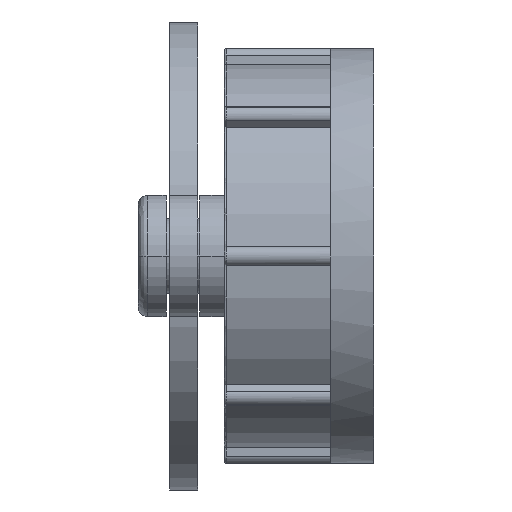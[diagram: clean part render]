
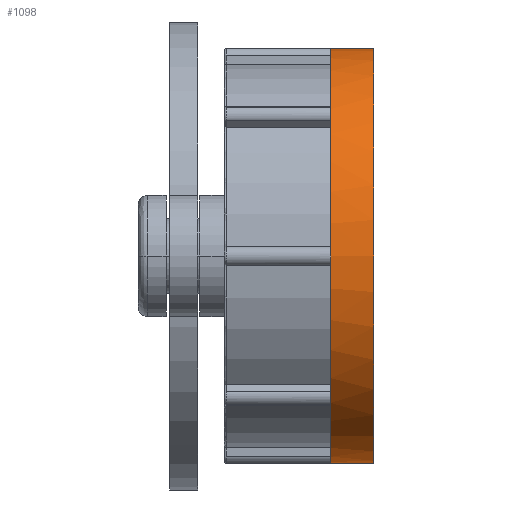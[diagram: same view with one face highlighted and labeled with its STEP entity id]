
A CAD part, left-side view. The second image highlights one B-rep face of the part: STEP entity #1098.
In plain terms, the highlighted cylindrical face has radius 11.1 mm (diameter 22.2 mm), a partial arc.
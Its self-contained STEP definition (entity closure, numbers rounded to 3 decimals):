
#93 = CIRCLE ( 'NONE', #1888, 11.1 ) ;
#200 = CARTESIAN_POINT ( 'NONE',  ( -7.849, 2.3, -7.849 ) ) ;
#683 = CARTESIAN_POINT ( 'NONE',  ( 0., 0., -11.1 ) ) ;
#706 = CYLINDRICAL_SURFACE ( 'NONE', #3831, 11.1 ) ;
#1098 = ADVANCED_FACE ( 'NONE', ( #2873 ), #706, .T. ) ;
#1152 = VECTOR ( 'NONE', #2588, 1000. ) ;
#1203 = DIRECTION ( 'NONE',  ( 0., 0., -1. ) ) ;
#1205 = DIRECTION ( 'NONE',  ( 0., 1., 0. ) ) ;
#1210 = CARTESIAN_POINT ( 'NONE',  ( 0., 0., 0. ) ) ;
#1245 = EDGE_CURVE ( 'NONE', #1282, #2431, #1781, .T. ) ;
#1274 = CIRCLE ( 'NONE', #4347, 11.1 ) ;
#1282 = VERTEX_POINT ( 'NONE', #683 ) ;
#1445 = CIRCLE ( 'NONE', #4428, 11.1 ) ;
#1573 = VERTEX_POINT ( 'NONE', #3747 ) ;
#1593 = ORIENTED_EDGE ( 'NONE', *, *, #1245, .T. ) ;
#1597 = ORIENTED_EDGE ( 'NONE', *, *, #4027, .T. ) ;
#1599 = ORIENTED_EDGE ( 'NONE', *, *, #2559, .F. ) ;
#1603 = ORIENTED_EDGE ( 'NONE', *, *, #2548, .F. ) ;
#1606 = ORIENTED_EDGE ( 'NONE', *, *, #2509, .F. ) ;
#1609 = ORIENTED_EDGE ( 'NONE', *, *, #2466, .F. ) ;
#1614 = ORIENTED_EDGE ( 'NONE', *, *, #4273, .F. ) ;
#1656 = DIRECTION ( 'NONE',  ( 0., 0., -1. ) ) ;
#1674 = LINE ( 'NONE', #3519, #3659 ) ;
#1781 = CIRCLE ( 'NONE', #3783, 11.1 ) ;
#1782 = DIRECTION ( 'NONE',  ( 0., 0., -1. ) ) ;
#1784 = DIRECTION ( 'NONE',  ( 0., 1., 0. ) ) ;
#1789 = CARTESIAN_POINT ( 'NONE',  ( 0., 2.3, 0. ) ) ;
#1820 = DIRECTION ( 'NONE',  ( 0., 1., 0. ) ) ;
#1821 = CARTESIAN_POINT ( 'NONE',  ( 0., 2.3, 0. ) ) ;
#1843 = CARTESIAN_POINT ( 'NONE',  ( 0., 2.3, 11.1 ) ) ;
#1885 = DIRECTION ( 'NONE',  ( 0., 0., -1. ) ) ;
#1888 = AXIS2_PLACEMENT_3D ( 'NONE', #1892, #1890, #1885 ) ;
#1890 = DIRECTION ( 'NONE',  ( 0., 1., 0. ) ) ;
#1892 = CARTESIAN_POINT ( 'NONE',  ( 0., 2.3, 0. ) ) ;
#1945 = VERTEX_POINT ( 'NONE', #2910 ) ;
#1947 = DIRECTION ( 'NONE',  ( 0., 0., -1. ) ) ;
#1955 = DIRECTION ( 'NONE',  ( 0., 1., 0. ) ) ;
#1957 = CARTESIAN_POINT ( 'NONE',  ( 0., 2.3, 0. ) ) ;
#2040 = CARTESIAN_POINT ( 'NONE',  ( 0., 0., 11.1 ) ) ;
#2065 = VERTEX_POINT ( 'NONE', #200 ) ;
#2431 = VERTEX_POINT ( 'NONE', #2040 ) ;
#2466 = EDGE_CURVE ( 'NONE', #1573, #2551, #4454, .T. ) ;
#2509 = EDGE_CURVE ( 'NONE', #1945, #1573, #93, .T. ) ;
#2548 = EDGE_CURVE ( 'NONE', #2065, #1945, #1445, .T. ) ;
#2551 = VERTEX_POINT ( 'NONE', #1843 ) ;
#2559 = EDGE_CURVE ( 'NONE', #3999, #2065, #1274, .T. ) ;
#2588 = DIRECTION ( 'NONE',  ( 0., -1., 0. ) ) ;
#2727 = CARTESIAN_POINT ( 'NONE',  ( 0., 2.3, -11.1 ) ) ;
#2740 = CARTESIAN_POINT ( 'NONE',  ( 0., 2.3, -11.1 ) ) ;
#2873 = FACE_OUTER_BOUND ( 'NONE', #4493, .T. ) ;
#2910 = CARTESIAN_POINT ( 'NONE',  ( -11.1, 2.3, 0. ) ) ;
#3329 = LINE ( 'NONE', #2727, #1152 ) ;
#3519 = CARTESIAN_POINT ( 'NONE',  ( 0., 2.3, 11.1 ) ) ;
#3659 = VECTOR ( 'NONE', #3961, 1000. ) ;
#3724 = DIRECTION ( 'NONE',  ( 0., -1., 0. ) ) ;
#3747 = CARTESIAN_POINT ( 'NONE',  ( -7.849, 2.3, 7.849 ) ) ;
#3766 = CARTESIAN_POINT ( 'NONE',  ( 0., 2.3, 0. ) ) ;
#3774 = DIRECTION ( 'NONE',  ( 0., 0., -1. ) ) ;
#3783 = AXIS2_PLACEMENT_3D ( 'NONE', #1210, #1205, #1203 ) ;
#3831 = AXIS2_PLACEMENT_3D ( 'NONE', #3766, #3724, #3774 ) ;
#3961 = DIRECTION ( 'NONE',  ( 0., -1., 0. ) ) ;
#3976 = AXIS2_PLACEMENT_3D ( 'NONE', #1957, #1955, #1947 ) ;
#3999 = VERTEX_POINT ( 'NONE', #2740 ) ;
#4027 = EDGE_CURVE ( 'NONE', #3999, #1282, #3329, .T. ) ;
#4273 = EDGE_CURVE ( 'NONE', #2551, #2431, #1674, .T. ) ;
#4347 = AXIS2_PLACEMENT_3D ( 'NONE', #1789, #1784, #1782 ) ;
#4428 = AXIS2_PLACEMENT_3D ( 'NONE', #1821, #1820, #1656 ) ;
#4454 = CIRCLE ( 'NONE', #3976, 11.1 ) ;
#4493 = EDGE_LOOP ( 'NONE', ( #1614, #1609, #1606, #1603, #1599, #1597, #1593 ) ) ;
